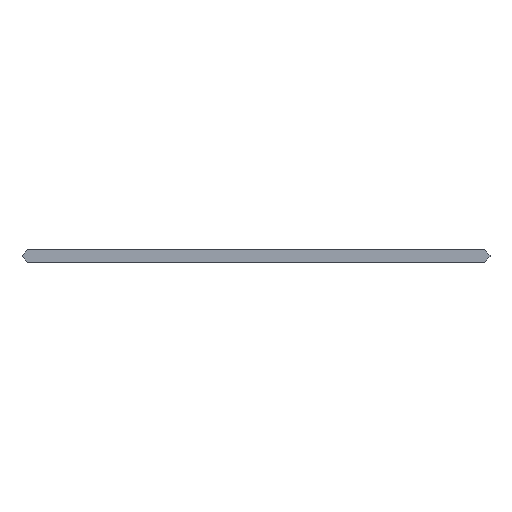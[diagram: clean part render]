
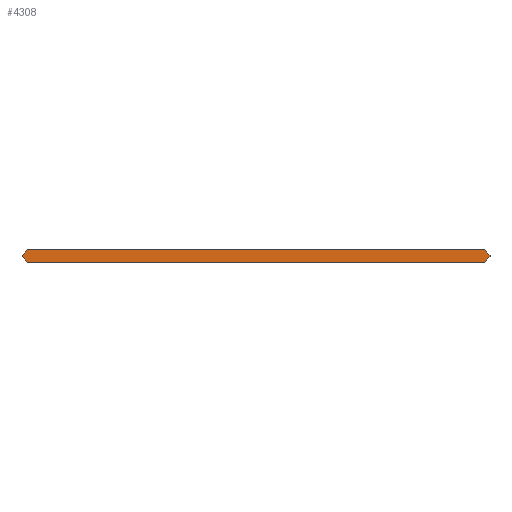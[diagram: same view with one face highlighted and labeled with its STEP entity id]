
A CAD part, front view. The second image highlights one B-rep face of the part: STEP entity #4308.
In plain terms, the highlighted planar face has unit normal (0, -1, 0).
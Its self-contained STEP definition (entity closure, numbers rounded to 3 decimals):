
#292=FACE_OUTER_BOUND('',#527,.T.);
#527=EDGE_LOOP('',(#3703,#3704,#3705,#3706,#3707,#3708,#3709,#3710));
#1134=LINE('',#6677,#1720);
#1137=LINE('',#6682,#1723);
#1139=LINE('',#6686,#1725);
#1141=LINE('',#6690,#1727);
#1146=LINE('',#6717,#1732);
#1147=LINE('',#6719,#1733);
#1148=LINE('',#6721,#1734);
#1149=LINE('',#6722,#1735);
#1720=VECTOR('',#5480,10.);
#1723=VECTOR('',#5485,10.);
#1725=VECTOR('',#5489,10.);
#1727=VECTOR('',#5493,10.);
#1732=VECTOR('',#5524,10.);
#1733=VECTOR('',#5525,10.);
#1734=VECTOR('',#5526,10.);
#1735=VECTOR('',#5527,10.);
#2119=VERTEX_POINT('',#6674);
#2120=VERTEX_POINT('',#6676);
#2121=VERTEX_POINT('',#6680);
#2122=VERTEX_POINT('',#6684);
#2123=VERTEX_POINT('',#6688);
#2132=VERTEX_POINT('',#6716);
#2133=VERTEX_POINT('',#6718);
#2134=VERTEX_POINT('',#6720);
#2702=EDGE_CURVE('',#2120,#2119,#1134,.T.);
#2705=EDGE_CURVE('',#2119,#2121,#1137,.T.);
#2707=EDGE_CURVE('',#2121,#2122,#1139,.T.);
#2709=EDGE_CURVE('',#2122,#2123,#1141,.T.);
#2722=EDGE_CURVE('',#2123,#2132,#1146,.T.);
#2723=EDGE_CURVE('',#2132,#2133,#1147,.T.);
#2724=EDGE_CURVE('',#2133,#2134,#1148,.T.);
#2725=EDGE_CURVE('',#2134,#2120,#1149,.T.);
#3703=ORIENTED_EDGE('',*,*,#2709,.T.);
#3704=ORIENTED_EDGE('',*,*,#2722,.T.);
#3705=ORIENTED_EDGE('',*,*,#2723,.T.);
#3706=ORIENTED_EDGE('',*,*,#2724,.T.);
#3707=ORIENTED_EDGE('',*,*,#2725,.T.);
#3708=ORIENTED_EDGE('',*,*,#2702,.T.);
#3709=ORIENTED_EDGE('',*,*,#2705,.T.);
#3710=ORIENTED_EDGE('',*,*,#2707,.T.);
#4108=PLANE('',#4530);
#4308=ADVANCED_FACE('',(#292),#4108,.T.);
#4530=AXIS2_PLACEMENT_3D('',#6715,#5522,#5523);
#5480=DIRECTION('',(0.707,0.,0.707));
#5485=DIRECTION('',(0.,0.,1.));
#5489=DIRECTION('',(-0.707,0.,0.707));
#5493=DIRECTION('',(-1.,0.,0.));
#5522=DIRECTION('center_axis',(0.,-1.,0.));
#5523=DIRECTION('ref_axis',(0.,0.,-1.));
#5524=DIRECTION('',(-0.707,0.,-0.707));
#5525=DIRECTION('',(0.,0.,-1.));
#5526=DIRECTION('',(0.707,0.,-0.707));
#5527=DIRECTION('',(1.,0.,0.));
#6674=CARTESIAN_POINT('',(74.3,-15.,-0.2));
#6676=CARTESIAN_POINT('',(72.5,-15.,-2.));
#6677=CARTESIAN_POINT('',(74.3,-15.,-0.2));
#6680=CARTESIAN_POINT('',(74.3,-15.,0.2));
#6682=CARTESIAN_POINT('',(74.3,-15.,0.2));
#6684=CARTESIAN_POINT('',(72.5,-15.,2.));
#6686=CARTESIAN_POINT('',(72.5,-15.,2.));
#6688=CARTESIAN_POINT('',(-72.5,-15.,2.));
#6690=CARTESIAN_POINT('',(-72.5,-15.,2.));
#6715=CARTESIAN_POINT('Origin',(0.,-15.,0.));
#6716=CARTESIAN_POINT('',(-74.3,-15.,0.2));
#6717=CARTESIAN_POINT('',(-72.5,-15.,2.));
#6718=CARTESIAN_POINT('',(-74.3,-15.,-0.2));
#6719=CARTESIAN_POINT('',(-74.3,-15.,0.));
#6720=CARTESIAN_POINT('',(-72.5,-15.,-2.));
#6721=CARTESIAN_POINT('',(-74.3,-15.,-0.2));
#6722=CARTESIAN_POINT('',(72.5,-15.,-2.));
